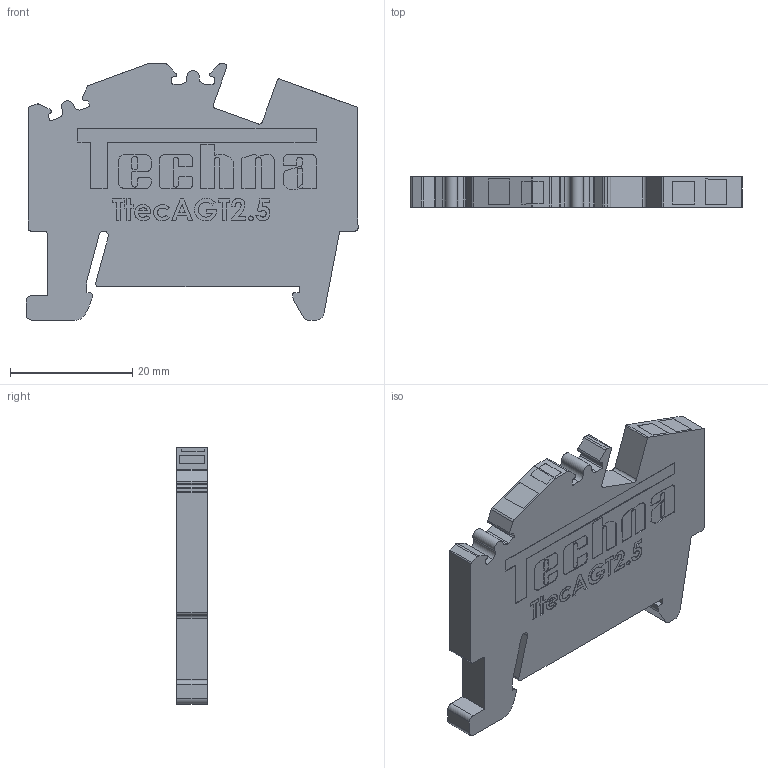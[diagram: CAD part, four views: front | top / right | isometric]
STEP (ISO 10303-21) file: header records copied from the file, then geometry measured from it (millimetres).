
FILE_DESCRIPTION (( 'STEP AP214' ), '1' );
FILE_NAME ('TtecAGT2.5.STEP', '2020-06-09T13:04:40', ( '' ), ( '' ), 'SwSTEP 2.0', 'SolidWorks 2020', '' );
FILE_SCHEMA (( 'AUTOMOTIVE_DESIGN' ));
Length unit declared in the file: millimetre
Products named in the file (1): TtecAGT2.5
Bounding box: 54.34 x 5 x 42 mm (x, y, z)
Volume: 8554.7 mm3; surface area: 4754.4 mm2
Topology: 1 solids, 1 shells, 628 faces, 1749 edges, 1166 vertices
Faces by surface type: plane 362, cylinder 176, bspline 90
Entity records: 30314 total; most frequent: CARTESIAN_POINT 8898, ORIENTED_EDGE 3498, DIRECTION 2999, EDGE_CURVE 1749, LINE 1217, VECTOR 1217, VERTEX_POINT 1166, AXIS2_PLACEMENT_3D 891
